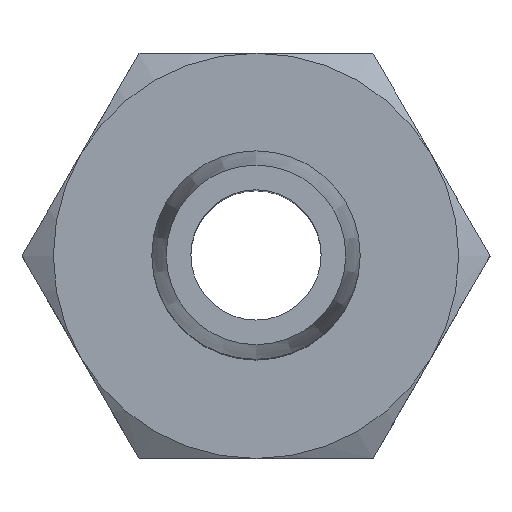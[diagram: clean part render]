
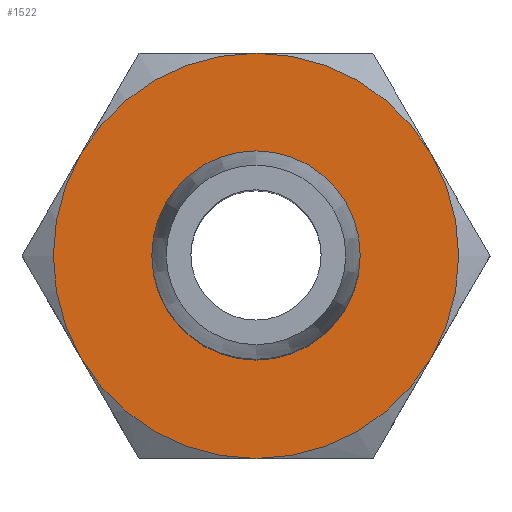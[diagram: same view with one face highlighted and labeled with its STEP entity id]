
A CAD part, top view. The second image highlights one B-rep face of the part: STEP entity #1522.
In plain terms, the highlighted face is planar.
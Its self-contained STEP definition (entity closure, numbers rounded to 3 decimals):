
#715=ORIENTED_EDGE('',*,*,#908,.F.);
#716=ORIENTED_EDGE('',*,*,#909,.F.);
#717=ORIENTED_EDGE('',*,*,#910,.F.);
#718=ORIENTED_EDGE('',*,*,#911,.F.);
#719=ORIENTED_EDGE('',*,*,#906,.F.);
#720=ORIENTED_EDGE('',*,*,#912,.F.);
#721=ORIENTED_EDGE('',*,*,#913,.T.);
#825=CIRCLE('',#1425,7.);
#826=CIRCLE('',#1428,7.);
#827=CIRCLE('',#1429,7.);
#828=CIRCLE('',#1430,7.);
#829=CIRCLE('',#1431,7.);
#830=CIRCLE('',#1432,7.);
#831=CIRCLE('',#1433,3.6);
#857=VERTEX_POINT('',#1285);
#861=VERTEX_POINT('',#1295);
#862=VERTEX_POINT('',#1299);
#863=VERTEX_POINT('',#1300);
#864=VERTEX_POINT('',#1302);
#865=VERTEX_POINT('',#1304);
#866=VERTEX_POINT('',#1308);
#906=EDGE_CURVE('',#857,#861,#825,.T.);
#908=EDGE_CURVE('',#862,#863,#826,.T.);
#909=EDGE_CURVE('',#864,#862,#827,.T.);
#910=EDGE_CURVE('',#865,#864,#828,.T.);
#911=EDGE_CURVE('',#861,#865,#829,.T.);
#912=EDGE_CURVE('',#863,#857,#830,.T.);
#913=EDGE_CURVE('',#866,#866,#831,.T.);
#958=EDGE_LOOP('',(#715,#716,#717,#718,#719,#720));
#959=EDGE_LOOP('',(#721));
#1016=FACE_BOUND('',#958,.T.);
#1017=FACE_BOUND('',#959,.T.);
#1103=DIRECTION('',(0.,-1.,0.));
#1104=DIRECTION('',(-3.5,0.,-6.062));
#1107=DIRECTION('',(0.,1.,0.));
#1108=DIRECTION('',(1.,0.,0.));
#1109=DIRECTION('',(0.,-1.,0.));
#1110=DIRECTION('',(-3.5,0.,6.062));
#1111=DIRECTION('',(0.,-1.,0.));
#1112=DIRECTION('',(3.5,0.,6.062));
#1113=DIRECTION('',(0.,-1.,0.));
#1114=DIRECTION('',(7.,0.,0.));
#1115=DIRECTION('',(0.,-1.,0.));
#1116=DIRECTION('',(3.5,0.,-6.062));
#1117=DIRECTION('',(0.,-1.,0.));
#1118=DIRECTION('',(-7.,0.,0.));
#1119=DIRECTION('',(0.,-1.,0.));
#1120=DIRECTION('',(-3.6,0.,0.));
#1285=CARTESIAN_POINT('',(0.253,17.938,-6.062));
#1295=CARTESIAN_POINT('',(7.253,17.938,-6.062));
#1296=CARTESIAN_POINT('',(3.753,17.938,0.));
#1298=CARTESIAN_POINT('',(0.253,17.938,6.062));
#1299=CARTESIAN_POINT('',(0.253,17.938,6.062));
#1300=CARTESIAN_POINT('',(-3.247,17.938,0.));
#1301=CARTESIAN_POINT('',(3.753,17.938,0.));
#1302=CARTESIAN_POINT('',(7.253,17.938,6.062));
#1303=CARTESIAN_POINT('',(3.753,17.938,0.));
#1304=CARTESIAN_POINT('',(10.753,17.938,0.));
#1305=CARTESIAN_POINT('',(3.753,17.938,0.));
#1306=CARTESIAN_POINT('',(3.753,17.938,0.));
#1307=CARTESIAN_POINT('',(3.753,17.938,0.));
#1308=CARTESIAN_POINT('',(0.153,17.938,0.));
#1309=CARTESIAN_POINT('',(3.753,17.938,0.));
#1425=AXIS2_PLACEMENT_3D('',#1296,#1103,#1104);
#1427=AXIS2_PLACEMENT_3D('',#1298,#1107,#1108);
#1428=AXIS2_PLACEMENT_3D('',#1301,#1109,#1110);
#1429=AXIS2_PLACEMENT_3D('',#1303,#1111,#1112);
#1430=AXIS2_PLACEMENT_3D('',#1305,#1113,#1114);
#1431=AXIS2_PLACEMENT_3D('',#1306,#1115,#1116);
#1432=AXIS2_PLACEMENT_3D('',#1307,#1117,#1118);
#1433=AXIS2_PLACEMENT_3D('',#1309,#1119,#1120);
#1506=PLANE('',#1427);
#1522=ADVANCED_FACE('',(#1016,#1017),#1506,.T.);
